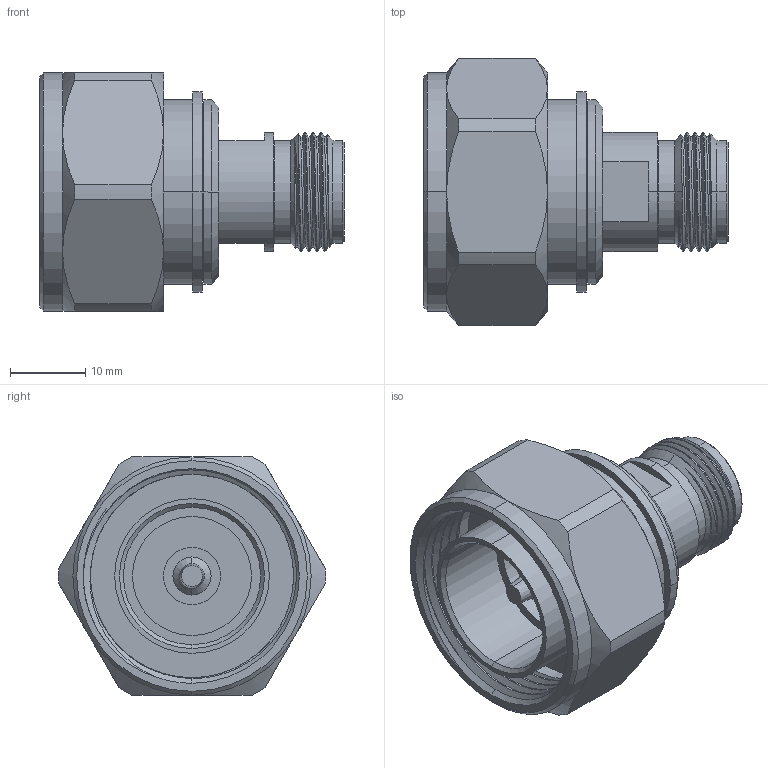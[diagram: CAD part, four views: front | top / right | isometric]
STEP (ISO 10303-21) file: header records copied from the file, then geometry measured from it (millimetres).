
FILE_DESCRIPTION (( 'STEP AP203' ), '1' );
FILE_NAME ('SM4682A.step', '2019-06-28T14:06:02', ( '' ), ( '' ), 'SwSTEP 2.0', 'SolidWorks 2018', '' );
FILE_SCHEMA (( 'CONFIG_CONTROL_DESIGN' ));
Length unit declared in the file: inch
Products named in the file (1): SM4682A
Bounding box: 40.6 x 35.58 x 31.75 mm (x, y, z)
Volume: 13617.1 mm3; surface area: 8997.3 mm2
Topology: 1 solids, 1 shells, 165 faces, 395 edges, 251 vertices
Faces by surface type: cylinder 70, cone 44, plane 43, bspline 6, torus 2
Entity records: 7957 total; most frequent: CARTESIAN_POINT 4247, ORIENTED_EDGE 790, DIRECTION 728, EDGE_CURVE 395, AXIS2_PLACEMENT_3D 304, VERTEX_POINT 251, EDGE_LOOP 184, ADVANCED_FACE 165
